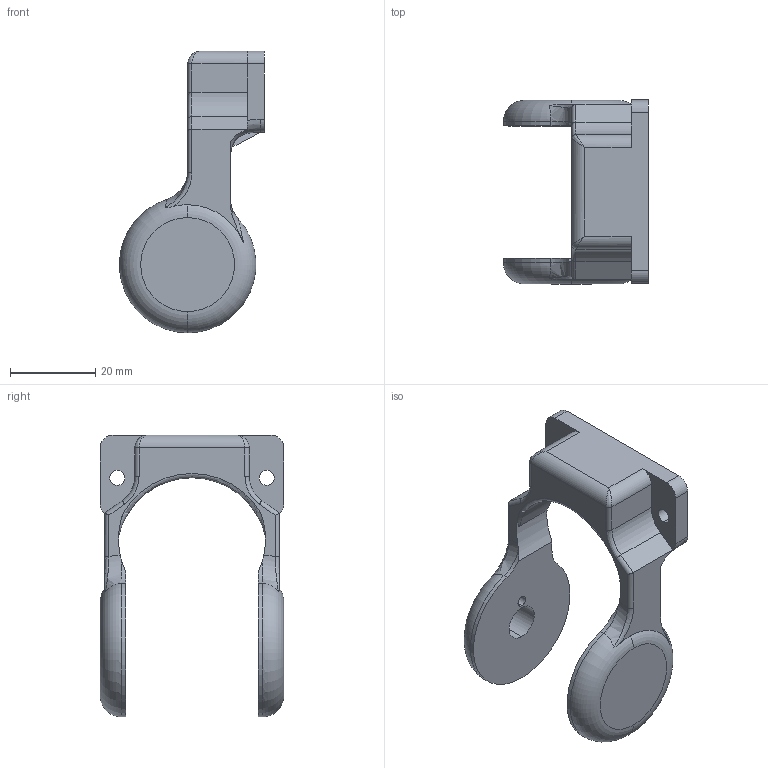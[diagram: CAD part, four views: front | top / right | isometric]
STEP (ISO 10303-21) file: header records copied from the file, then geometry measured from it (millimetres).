
FILE_DESCRIPTION (( 'STEP AP214' ), '1' );
FILE_NAME ('pully_holder2.STEP', '2024-08-29T13:03:04', ( '' ), ( '' ), 'SwSTEP 2.0', 'SolidWorks 2023', '' );
FILE_SCHEMA (( 'AUTOMOTIVE_DESIGN' ));
Length unit declared in the file: millimetre
Products named in the file (1): pully_holder2
Bounding box: 33.96 x 43 x 66 mm (x, y, z)
Volume: 16874.6 mm3; surface area: 8224.2 mm2
Topology: 1 solids, 1 shells, 95 faces, 247 edges, 152 vertices
Faces by surface type: cylinder 44, plane 24, bspline 18, torus 7, cone 2
Entity records: 4121 total; most frequent: CARTESIAN_POINT 1987, ORIENTED_EDGE 488, DIRECTION 382, EDGE_CURVE 244, VERTEX_POINT 152, AXIS2_PLACEMENT_3D 149, EDGE_LOOP 102, ADVANCED_FACE 94
